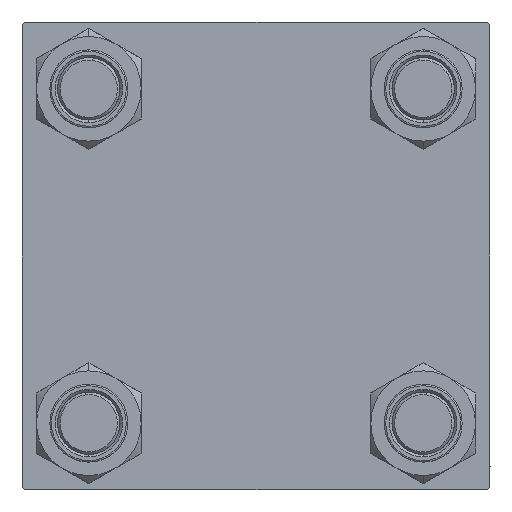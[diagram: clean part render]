
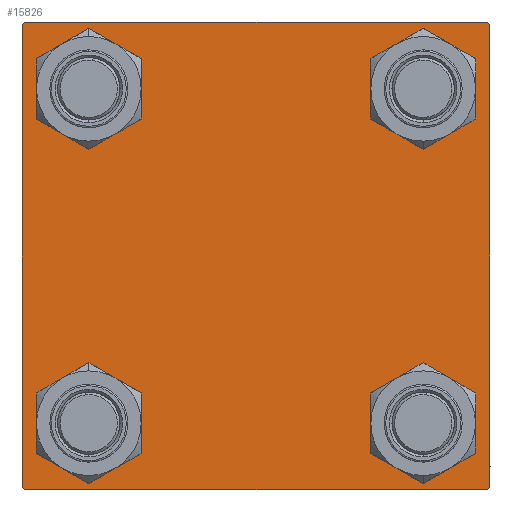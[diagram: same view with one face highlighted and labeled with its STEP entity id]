
A CAD part, left-side view. The second image highlights one B-rep face of the part: STEP entity #15826.
In plain terms, the highlighted planar face has unit normal (-1, 0, 0).
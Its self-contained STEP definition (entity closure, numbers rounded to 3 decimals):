
#530 = ORIENTED_EDGE ( 'NONE', *, *, #40198, .T. ) ;
#1006 = CARTESIAN_POINT ( 'NONE',  ( 0., 32.15, -38.65 ) ) ;
#1131 = EDGE_LOOP ( 'NONE', ( #530, #34055 ) ) ;
#1201 = FACE_OUTER_BOUND ( 'NONE', #20912, .T. ) ;
#1805 = DIRECTION ( 'NONE',  ( 1., 0., 0. ) ) ;
#2149 = CARTESIAN_POINT ( 'NONE',  ( 0., -44.5, 45. ) ) ;
#2240 = CARTESIAN_POINT ( 'NONE',  ( 0., 45., -44.5 ) ) ;
#2319 = CARTESIAN_POINT ( 'NONE',  ( 0., -45., 44.5 ) ) ;
#2399 = AXIS2_PLACEMENT_3D ( 'NONE', #15742, #19842, #16502 ) ;
#2408 = CARTESIAN_POINT ( 'NONE',  ( 0., 45., 45. ) ) ;
#2668 = CARTESIAN_POINT ( 'NONE',  ( 0., -32.15, 32.15 ) ) ;
#2701 = DIRECTION ( 'NONE',  ( 0., 0.707, 0.707 ) ) ;
#3271 = AXIS2_PLACEMENT_3D ( 'NONE', #48598, #1805, #13098 ) ;
#4066 = CIRCLE ( 'NONE', #3271, 6.5 ) ;
#4177 = CARTESIAN_POINT ( 'NONE',  ( 0., 45., 44.5 ) ) ;
#4295 = DIRECTION ( 'NONE',  ( 1., 0., 0. ) ) ;
#4333 = CIRCLE ( 'NONE', #24900, 6.5 ) ;
#4361 = VECTOR ( 'NONE', #7698, 1000. ) ;
#4531 = FACE_BOUND ( 'NONE', #22365, .T. ) ;
#5213 = VERTEX_POINT ( 'NONE', #4177 ) ;
#5246 = ORIENTED_EDGE ( 'NONE', *, *, #43809, .T. ) ;
#5671 = CARTESIAN_POINT ( 'NONE',  ( 0., -32.15, 38.65 ) ) ;
#5723 = VERTEX_POINT ( 'NONE', #10677 ) ;
#5778 = VERTEX_POINT ( 'NONE', #46940 ) ;
#6446 = CIRCLE ( 'NONE', #48353, 6.5 ) ;
#7353 = VERTEX_POINT ( 'NONE', #12407 ) ;
#7402 = CARTESIAN_POINT ( 'NONE',  ( 0., 44.5, -45. ) ) ;
#7698 = DIRECTION ( 'NONE',  ( 0., -0.707, 0.707 ) ) ;
#8108 = FACE_BOUND ( 'NONE', #1131, .T. ) ;
#8407 = ORIENTED_EDGE ( 'NONE', *, *, #23878, .T. ) ;
#8558 = EDGE_CURVE ( 'NONE', #5213, #42730, #49704, .T. ) ;
#8752 = VECTOR ( 'NONE', #12183, 1000. ) ;
#10576 = EDGE_CURVE ( 'NONE', #5778, #32276, #27284, .T. ) ;
#10677 = CARTESIAN_POINT ( 'NONE',  ( 0., 32.15, -25.65 ) ) ;
#11351 = CIRCLE ( 'NONE', #18766, 6.5 ) ;
#11390 = VERTEX_POINT ( 'NONE', #24105 ) ;
#11405 = ORIENTED_EDGE ( 'NONE', *, *, #31960, .T. ) ;
#11656 = AXIS2_PLACEMENT_3D ( 'NONE', #38710, #50790, #39220 ) ;
#11766 = ORIENTED_EDGE ( 'NONE', *, *, #31215, .F. ) ;
#11870 = VERTEX_POINT ( 'NONE', #33528 ) ;
#12094 = VECTOR ( 'NONE', #36961, 1000. ) ;
#12183 = DIRECTION ( 'NONE',  ( 0., -0.707, -0.707 ) ) ;
#12407 = CARTESIAN_POINT ( 'NONE',  ( 0., -44.5, -45. ) ) ;
#12694 = DIRECTION ( 'NONE',  ( 0., 0., 1. ) ) ;
#12820 = CARTESIAN_POINT ( 'NONE',  ( 0., 45., -45. ) ) ;
#13036 = CARTESIAN_POINT ( 'NONE',  ( 0., 32.15, 25.65 ) ) ;
#13098 = DIRECTION ( 'NONE',  ( 0., 0., 1. ) ) ;
#13376 = ORIENTED_EDGE ( 'NONE', *, *, #16983, .F. ) ;
#14675 = ORIENTED_EDGE ( 'NONE', *, *, #8558, .T. ) ;
#15409 = LINE ( 'NONE', #39584, #4361 ) ;
#15543 = CARTESIAN_POINT ( 'NONE',  ( 0., 45., 45. ) ) ;
#15742 = CARTESIAN_POINT ( 'NONE',  ( 0., -32.15, -32.15 ) ) ;
#15826 = ADVANCED_FACE ( 'NONE', ( #4531, #35887, #8108, #35647, #1201 ), #16597, .T. ) ;
#16051 = CARTESIAN_POINT ( 'NONE',  ( 0., 44.75, -44.75 ) ) ;
#16502 = DIRECTION ( 'NONE',  ( 0., 0., 1. ) ) ;
#16597 = PLANE ( 'NONE',  #18387 ) ;
#16683 = EDGE_CURVE ( 'NONE', #11870, #25795, #38144, .T. ) ;
#16983 = EDGE_CURVE ( 'NONE', #44352, #42610, #28580, .T. ) ;
#17972 = CIRCLE ( 'NONE', #2399, 6.5 ) ;
#18387 = AXIS2_PLACEMENT_3D ( 'NONE', #44126, #24579, #40262 ) ;
#18432 = AXIS2_PLACEMENT_3D ( 'NONE', #24020, #48957, #12694 ) ;
#18766 = AXIS2_PLACEMENT_3D ( 'NONE', #26115, #40802, #45660 ) ;
#19445 = DIRECTION ( 'NONE',  ( 0., 0., 1. ) ) ;
#19842 = DIRECTION ( 'NONE',  ( 1., 0., 0. ) ) ;
#20395 = CIRCLE ( 'NONE', #32705, 6.5 ) ;
#20439 = ORIENTED_EDGE ( 'NONE', *, *, #40807, .T. ) ;
#20912 = EDGE_LOOP ( 'NONE', ( #14675, #43600, #30399, #20439, #13376, #5246, #11766, #8407 ) ) ;
#22365 = EDGE_LOOP ( 'NONE', ( #46902, #36036 ) ) ;
#22951 = EDGE_CURVE ( 'NONE', #42730, #28123, #35611, .T. ) ;
#23878 = EDGE_CURVE ( 'NONE', #11390, #5213, #24891, .T. ) ;
#24020 = CARTESIAN_POINT ( 'NONE',  ( 0., -32.15, 32.15 ) ) ;
#24105 = CARTESIAN_POINT ( 'NONE',  ( 0., 44.5, 45. ) ) ;
#24579 = DIRECTION ( 'NONE',  ( -1., 0., 0. ) ) ;
#24615 = VERTEX_POINT ( 'NONE', #39688 ) ;
#24759 = VECTOR ( 'NONE', #50465, 1000. ) ;
#24891 = LINE ( 'NONE', #36702, #12094 ) ;
#24900 = AXIS2_PLACEMENT_3D ( 'NONE', #34901, #4295, #19445 ) ;
#24927 = LINE ( 'NONE', #12820, #28706 ) ;
#25795 = VERTEX_POINT ( 'NONE', #5671 ) ;
#25836 = EDGE_CURVE ( 'NONE', #37022, #5723, #20395, .T. ) ;
#26115 = CARTESIAN_POINT ( 'NONE',  ( 0., 32.15, 32.15 ) ) ;
#27284 = CIRCLE ( 'NONE', #11656, 6.5 ) ;
#27371 = EDGE_CURVE ( 'NONE', #31008, #24615, #17972, .T. ) ;
#28123 = VERTEX_POINT ( 'NONE', #7402 ) ;
#28580 = LINE ( 'NONE', #32950, #38179 ) ;
#28706 = VECTOR ( 'NONE', #40082, 1000. ) ;
#28838 = DIRECTION ( 'NONE',  ( 0., 0., -1. ) ) ;
#29007 = ORIENTED_EDGE ( 'NONE', *, *, #30274, .T. ) ;
#30274 = EDGE_CURVE ( 'NONE', #32276, #5778, #11351, .T. ) ;
#30399 = ORIENTED_EDGE ( 'NONE', *, *, #32618, .T. ) ;
#30584 = EDGE_CURVE ( 'NONE', #25795, #11870, #6446, .T. ) ;
#31008 = VERTEX_POINT ( 'NONE', #37443 ) ;
#31215 = EDGE_CURVE ( 'NONE', #11390, #45573, #50779, .T. ) ;
#31960 = EDGE_CURVE ( 'NONE', #24615, #31008, #4066, .T. ) ;
#32276 = VERTEX_POINT ( 'NONE', #13036 ) ;
#32618 = EDGE_CURVE ( 'NONE', #28123, #7353, #24927, .T. ) ;
#32705 = AXIS2_PLACEMENT_3D ( 'NONE', #46025, #34441, #50387 ) ;
#32950 = CARTESIAN_POINT ( 'NONE',  ( 0., -45., 45. ) ) ;
#33528 = CARTESIAN_POINT ( 'NONE',  ( 0., -32.15, 25.65 ) ) ;
#33770 = DIRECTION ( 'NONE',  ( 0., 0., 1. ) ) ;
#34055 = ORIENTED_EDGE ( 'NONE', *, *, #25836, .T. ) ;
#34441 = DIRECTION ( 'NONE',  ( 1., 0., 0. ) ) ;
#34901 = CARTESIAN_POINT ( 'NONE',  ( 0., 32.15, -32.15 ) ) ;
#35187 = EDGE_LOOP ( 'NONE', ( #38215, #29007 ) ) ;
#35611 = LINE ( 'NONE', #16051, #8752 ) ;
#35647 = FACE_BOUND ( 'NONE', #35187, .T. ) ;
#35887 = FACE_BOUND ( 'NONE', #43740, .T. ) ;
#36036 = ORIENTED_EDGE ( 'NONE', *, *, #16683, .T. ) ;
#36702 = CARTESIAN_POINT ( 'NONE',  ( 0., 44.75, 44.75 ) ) ;
#36961 = DIRECTION ( 'NONE',  ( 0., 0.707, -0.707 ) ) ;
#37022 = VERTEX_POINT ( 'NONE', #1006 ) ;
#37443 = CARTESIAN_POINT ( 'NONE',  ( 0., -32.15, -25.65 ) ) ;
#38144 = CIRCLE ( 'NONE', #18432, 6.5 ) ;
#38179 = VECTOR ( 'NONE', #28838, 1000. ) ;
#38215 = ORIENTED_EDGE ( 'NONE', *, *, #10576, .T. ) ;
#38710 = CARTESIAN_POINT ( 'NONE',  ( 0., 32.15, 32.15 ) ) ;
#39026 = VECTOR ( 'NONE', #2701, 1000. ) ;
#39220 = DIRECTION ( 'NONE',  ( 0., 0., 1. ) ) ;
#39584 = CARTESIAN_POINT ( 'NONE',  ( 0., -44.75, -44.75 ) ) ;
#39688 = CARTESIAN_POINT ( 'NONE',  ( 0., -32.15, -38.65 ) ) ;
#40082 = DIRECTION ( 'NONE',  ( 0., -1., 0. ) ) ;
#40198 = EDGE_CURVE ( 'NONE', #5723, #37022, #4333, .T. ) ;
#40262 = DIRECTION ( 'NONE',  ( 0., 0., 1. ) ) ;
#40802 = DIRECTION ( 'NONE',  ( 1., 0., 0. ) ) ;
#40807 = EDGE_CURVE ( 'NONE', #7353, #42610, #15409, .T. ) ;
#42610 = VERTEX_POINT ( 'NONE', #44161 ) ;
#42730 = VERTEX_POINT ( 'NONE', #2240 ) ;
#43075 = DIRECTION ( 'NONE',  ( 0., -1., 0. ) ) ;
#43444 = VECTOR ( 'NONE', #43075, 1000. ) ;
#43600 = ORIENTED_EDGE ( 'NONE', *, *, #22951, .T. ) ;
#43740 = EDGE_LOOP ( 'NONE', ( #49539, #11405 ) ) ;
#43809 = EDGE_CURVE ( 'NONE', #44352, #45573, #49491, .T. ) ;
#44126 = CARTESIAN_POINT ( 'NONE',  ( 0., 0., 0. ) ) ;
#44161 = CARTESIAN_POINT ( 'NONE',  ( 0., -45., -44.5 ) ) ;
#44352 = VERTEX_POINT ( 'NONE', #2319 ) ;
#44886 = CARTESIAN_POINT ( 'NONE',  ( 0., -44.75, 44.75 ) ) ;
#45100 = DIRECTION ( 'NONE',  ( 1., 0., 0. ) ) ;
#45573 = VERTEX_POINT ( 'NONE', #2149 ) ;
#45660 = DIRECTION ( 'NONE',  ( 0., 0., 1. ) ) ;
#46025 = CARTESIAN_POINT ( 'NONE',  ( 0., 32.15, -32.15 ) ) ;
#46902 = ORIENTED_EDGE ( 'NONE', *, *, #30584, .T. ) ;
#46940 = CARTESIAN_POINT ( 'NONE',  ( 0., 32.15, 38.65 ) ) ;
#48353 = AXIS2_PLACEMENT_3D ( 'NONE', #2668, #45100, #33770 ) ;
#48598 = CARTESIAN_POINT ( 'NONE',  ( 0., -32.15, -32.15 ) ) ;
#48957 = DIRECTION ( 'NONE',  ( 1., 0., 0. ) ) ;
#49491 = LINE ( 'NONE', #44886, #39026 ) ;
#49539 = ORIENTED_EDGE ( 'NONE', *, *, #27371, .T. ) ;
#49704 = LINE ( 'NONE', #2408, #24759 ) ;
#50387 = DIRECTION ( 'NONE',  ( 0., 0., 1. ) ) ;
#50465 = DIRECTION ( 'NONE',  ( 0., 0., -1. ) ) ;
#50779 = LINE ( 'NONE', #15543, #43444 ) ;
#50790 = DIRECTION ( 'NONE',  ( 1., 0., 0. ) ) ;
